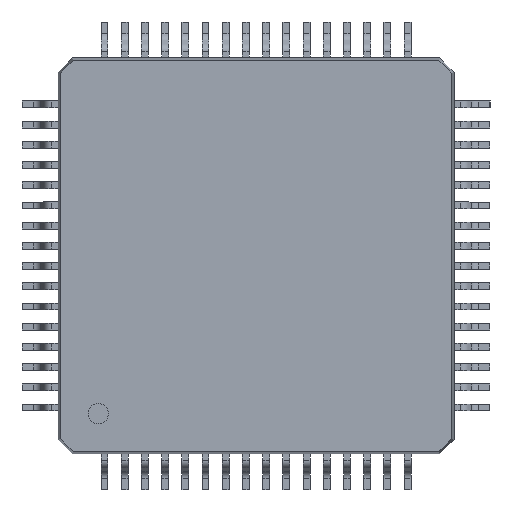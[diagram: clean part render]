
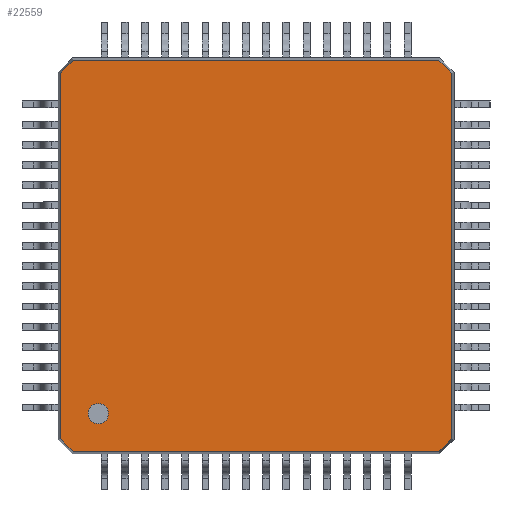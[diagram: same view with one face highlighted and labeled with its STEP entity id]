
A CAD part, top view. The second image highlights one B-rep face of the part: STEP entity #22559.
In plain terms, the highlighted planar face has unit normal (0, 0, 1).
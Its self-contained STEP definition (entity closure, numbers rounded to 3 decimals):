
#166 = EDGE_CURVE ( 'NONE', #2563, #17000, #13816, .T. ) ;
#315 = CARTESIAN_POINT ( 'NONE',  ( 4.55, -4.839, 1. ) ) ;
#619 = CARTESIAN_POINT ( 'NONE',  ( -4.55, 4.839, 1. ) ) ;
#1791 = CARTESIAN_POINT ( 'NONE',  ( -4.857, 4.507, 1. ) ) ;
#2199 = VERTEX_POINT ( 'NONE', #30459 ) ;
#2235 = LINE ( 'NONE', #5761, #19170 ) ;
#2563 = VERTEX_POINT ( 'NONE', #32070 ) ;
#2626 = CARTESIAN_POINT ( 'NONE',  ( 4.839, -4.525, 1. ) ) ;
#3018 = CARTESIAN_POINT ( 'NONE',  ( 4.525, 4.839, 1. ) ) ;
#3151 = DIRECTION ( 'NONE',  ( -0.707, 0.707, 0. ) ) ;
#3498 = VERTEX_POINT ( 'NONE', #3018 ) ;
#3976 = EDGE_CURVE ( 'NONE', #17000, #15667, #9455, .T. ) ;
#5201 = EDGE_CURVE ( 'NONE', #21710, #31300, #2235, .T. ) ;
#5303 = CARTESIAN_POINT ( 'NONE',  ( -4.525, -4.839, 1. ) ) ;
#5452 = CARTESIAN_POINT ( 'NONE',  ( 4.857, -4.507, 1. ) ) ;
#5761 = CARTESIAN_POINT ( 'NONE',  ( 4.839, 4.55, 1. ) ) ;
#5949 = CARTESIAN_POINT ( 'NONE',  ( 4.507, 4.857, 1. ) ) ;
#6229 = CARTESIAN_POINT ( 'NONE',  ( 4.525, -4.839, 1. ) ) ;
#6237 = CARTESIAN_POINT ( 'NONE',  ( 4.839, 4.525, 1. ) ) ;
#8088 = LINE ( 'NONE', #1791, #25267 ) ;
#8183 = DIRECTION ( 'NONE',  ( 0., 1., 0. ) ) ;
#8972 = DIRECTION ( 'NONE',  ( -1., 0., 0. ) ) ;
#9455 = LINE ( 'NONE', #35250, #27717 ) ;
#9647 = LINE ( 'NONE', #5949, #25384 ) ;
#9719 = CIRCLE ( 'NONE', #18068, 0.25 ) ;
#10372 = EDGE_CURVE ( 'NONE', #15667, #30270, #30772, .T. ) ;
#10576 = FACE_BOUND ( 'NONE', #16962, .T. ) ;
#11594 = ORIENTED_EDGE ( 'NONE', *, *, #27911, .T. ) ;
#12424 = VERTEX_POINT ( 'NONE', #17296 ) ;
#12585 = ORIENTED_EDGE ( 'NONE', *, *, #25437, .F. ) ;
#13352 = CARTESIAN_POINT ( 'NONE',  ( -4.9, -4.9, 1. ) ) ;
#13422 = DIRECTION ( 'NONE',  ( 0.707, 0.707, 0. ) ) ;
#13816 = LINE ( 'NONE', #36628, #36077 ) ;
#15667 = VERTEX_POINT ( 'NONE', #5303 ) ;
#16962 = EDGE_LOOP ( 'NONE', ( #12585, #17323 ) ) ;
#17000 = VERTEX_POINT ( 'NONE', #23521 ) ;
#17296 = CARTESIAN_POINT ( 'NONE',  ( -3.65, -3.9, 1. ) ) ;
#17323 = ORIENTED_EDGE ( 'NONE', *, *, #29109, .F. ) ;
#17579 = EDGE_CURVE ( 'NONE', #30270, #21710, #19216, .T. ) ;
#17983 = EDGE_CURVE ( 'NONE', #19852, #2563, #8088, .T. ) ;
#18068 = AXIS2_PLACEMENT_3D ( 'NONE', #27891, #23082, #20475 ) ;
#18787 = CARTESIAN_POINT ( 'NONE',  ( -3.9, -3.9, 1. ) ) ;
#18820 = ORIENTED_EDGE ( 'NONE', *, *, #10372, .T. ) ;
#18968 = DIRECTION ( 'NONE',  ( 0., 0., 1. ) ) ;
#19160 = DIRECTION ( 'NONE',  ( 1., 0., 0. ) ) ;
#19170 = VECTOR ( 'NONE', #8183, 1000. ) ;
#19216 = LINE ( 'NONE', #5452, #31714 ) ;
#19625 = EDGE_CURVE ( 'NONE', #3498, #19852, #22934, .T. ) ;
#19852 = VERTEX_POINT ( 'NONE', #31072 ) ;
#19877 = ORIENTED_EDGE ( 'NONE', *, *, #19625, .T. ) ;
#20475 = DIRECTION ( 'NONE',  ( 1., 0., 0. ) ) ;
#21516 = EDGE_LOOP ( 'NONE', ( #36491, #11594, #19877, #27471, #24040, #29233, #18820, #22512 ) ) ;
#21710 = VERTEX_POINT ( 'NONE', #2626 ) ;
#22112 = FACE_OUTER_BOUND ( 'NONE', #21516, .T. ) ;
#22183 = DIRECTION ( 'NONE',  ( 0., -1., 0. ) ) ;
#22512 = ORIENTED_EDGE ( 'NONE', *, *, #17579, .T. ) ;
#22559 = ADVANCED_FACE ( 'NONE', ( #10576, #22112 ), #30416, .T. ) ;
#22934 = LINE ( 'NONE', #619, #34611 ) ;
#23014 = DIRECTION ( 'NONE',  ( 1., 0., 0. ) ) ;
#23082 = DIRECTION ( 'NONE',  ( 0., 0., 1. ) ) ;
#23184 = AXIS2_PLACEMENT_3D ( 'NONE', #13352, #24855, #19160 ) ;
#23521 = CARTESIAN_POINT ( 'NONE',  ( -4.839, -4.525, 1. ) ) ;
#24040 = ORIENTED_EDGE ( 'NONE', *, *, #166, .T. ) ;
#24620 = DIRECTION ( 'NONE',  ( -0.707, -0.707, 0. ) ) ;
#24855 = DIRECTION ( 'NONE',  ( 0., 0., 1. ) ) ;
#25267 = VECTOR ( 'NONE', #24620, 1000. ) ;
#25384 = VECTOR ( 'NONE', #3151, 1000. ) ;
#25437 = EDGE_CURVE ( 'NONE', #12424, #2199, #9719, .T. ) ;
#26429 = VECTOR ( 'NONE', #23014, 1000. ) ;
#26907 = DIRECTION ( 'NONE',  ( 0.707, -0.707, 0. ) ) ;
#27471 = ORIENTED_EDGE ( 'NONE', *, *, #17983, .T. ) ;
#27717 = VECTOR ( 'NONE', #26907, 1000. ) ;
#27891 = CARTESIAN_POINT ( 'NONE',  ( -3.9, -3.9, 1. ) ) ;
#27911 = EDGE_CURVE ( 'NONE', #31300, #3498, #9647, .T. ) ;
#28396 = CIRCLE ( 'NONE', #32526, 0.25 ) ;
#29109 = EDGE_CURVE ( 'NONE', #2199, #12424, #28396, .T. ) ;
#29233 = ORIENTED_EDGE ( 'NONE', *, *, #3976, .T. ) ;
#30270 = VERTEX_POINT ( 'NONE', #6229 ) ;
#30416 = PLANE ( 'NONE',  #23184 ) ;
#30459 = CARTESIAN_POINT ( 'NONE',  ( -4.15, -3.9, 1. ) ) ;
#30772 = LINE ( 'NONE', #315, #26429 ) ;
#31072 = CARTESIAN_POINT ( 'NONE',  ( -4.525, 4.839, 1. ) ) ;
#31300 = VERTEX_POINT ( 'NONE', #6237 ) ;
#31714 = VECTOR ( 'NONE', #13422, 1000. ) ;
#32070 = CARTESIAN_POINT ( 'NONE',  ( -4.839, 4.525, 1. ) ) ;
#32526 = AXIS2_PLACEMENT_3D ( 'NONE', #18787, #18968, #35263 ) ;
#34611 = VECTOR ( 'NONE', #8972, 1000. ) ;
#35250 = CARTESIAN_POINT ( 'NONE',  ( -4.507, -4.857, 1. ) ) ;
#35263 = DIRECTION ( 'NONE',  ( 1., 0., 0. ) ) ;
#36077 = VECTOR ( 'NONE', #22183, 1000. ) ;
#36491 = ORIENTED_EDGE ( 'NONE', *, *, #5201, .T. ) ;
#36628 = CARTESIAN_POINT ( 'NONE',  ( -4.839, -4.55, 1. ) ) ;
